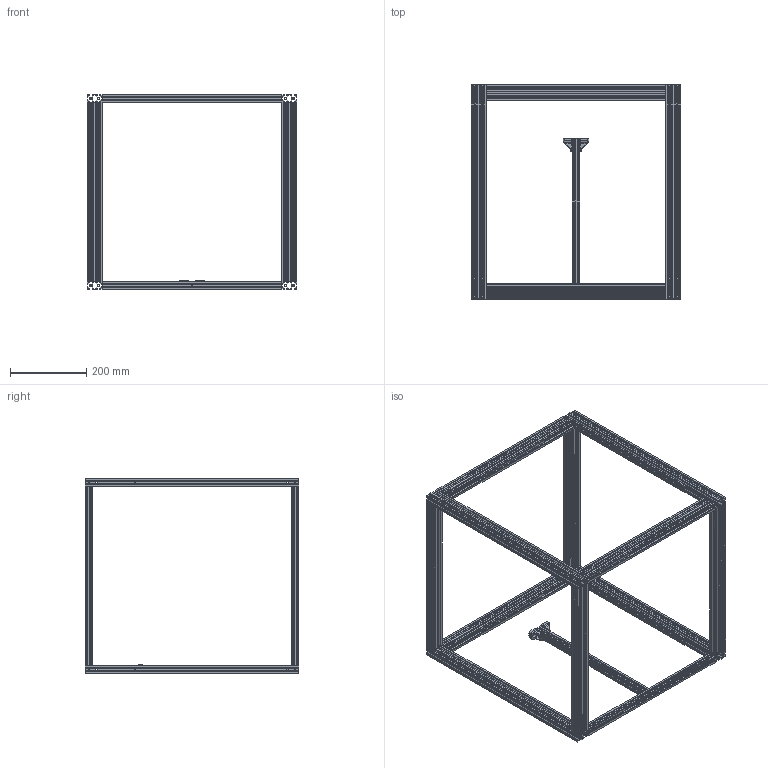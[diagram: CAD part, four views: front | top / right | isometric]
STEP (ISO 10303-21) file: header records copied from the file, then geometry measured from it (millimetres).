
FILE_DESCRIPTION (( 'STEP AP214' ), '1' );
FILE_NAME ('ass_b2v_telaio.STEP', '2024-01-16T12:39:27', ( '' ), ( '' ), 'SwSTEP 2.0', 'SolidWorks 2022', '' );
FILE_SCHEMA (( 'AUTOMOTIVE_DESIGN' ));
Length unit declared in the file: millimetre
Products named in the file (7): b2v_sostegno_posteriore_z_sx; ass_b2v_telaio; b2v_profilo_20x40_470; b2v_profilo_20x20_470; b2v_profilo_20x40_560; b2v_sostegno_posteriore_z_dx; b2v_profilo_20x20_400
Assembly tree (15 placements, depth 2):
  ass_b2v_telaio
    b2v_profilo_20x40_560  x4
    b2v_profilo_20x40_470  x7
    b2v_profilo_20x20_470
    b2v_profilo_20x20_400
    b2v_sostegno_posteriore_z_dx
    b2v_sostegno_posteriore_z_sx
Bounding box: 550 x 560 x 510 mm (x, y, z)
Volume: 1698372 mm3; surface area: 1961942.8 mm2
Topology: 15 solids, 15 shells, 1489 faces, 4434 edges, 2889 vertices
Faces by surface type: plane 1058, cylinder 376, bspline 42, cone 13
Entity records: 23314 total; most frequent: CARTESIAN_POINT 6651, ORIENTED_EDGE 3168, DIRECTION 2617, EDGE_CURVE 1584, VECTOR 1157, LINE 1157, VERTEX_POINT 1017, AXIS2_PLACEMENT_3D 730
